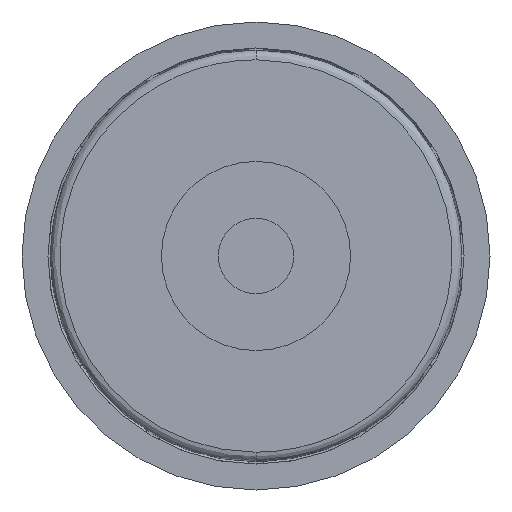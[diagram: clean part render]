
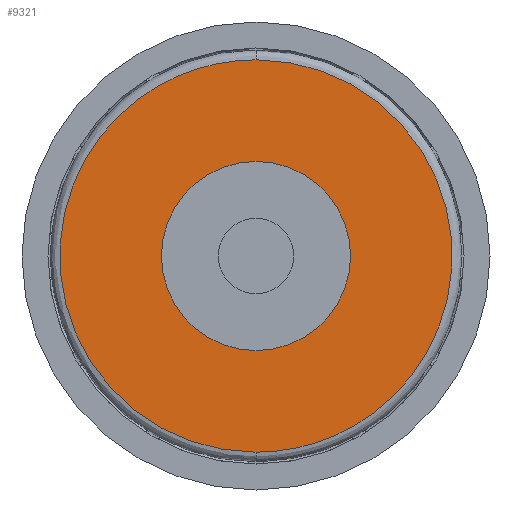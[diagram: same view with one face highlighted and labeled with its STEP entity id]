
A CAD part, front view. The second image highlights one B-rep face of the part: STEP entity #9321.
In plain terms, the highlighted planar face has unit normal (0, -1, 0).
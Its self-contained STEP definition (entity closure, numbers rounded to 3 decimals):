
#76 = AXIS2_PLACEMENT_3D ( 'NONE', #6245, #6355, #6466 ) ;
#470 = PLANE ( 'NONE',  #76 ) ;
#693 = EDGE_CURVE ( 'NONE', #2169, #11020, #7594, .T. ) ;
#737 = CARTESIAN_POINT ( 'NONE',  ( -83., -2., 41.5 ) ) ;
#790 = ORIENTED_EDGE ( 'NONE', *, *, #5364, .T. ) ;
#1332 = CARTESIAN_POINT ( 'NONE',  ( 0., -2., 41.5 ) ) ;
#2133 = VERTEX_POINT ( 'NONE', #3563 ) ;
#2169 = VERTEX_POINT ( 'NONE', #4025 ) ;
#2679 = CARTESIAN_POINT ( 'NONE',  ( 0., -2., -41.5 ) ) ;
#3047 = CARTESIAN_POINT ( 'NONE',  ( 0., -2., 41.5 ) ) ;
#3153 = AXIS2_PLACEMENT_3D ( 'NONE', #8095, #7938, #7980 ) ;
#3285 = DIRECTION ( 'NONE',  ( 0., 1., 0. ) ) ;
#3404 = EDGE_CURVE ( 'NONE', #11020, #2169, #7448, .T. ) ;
#3492 = CARTESIAN_POINT ( 'NONE',  ( 83., -2., 41.5 ) ) ;
#3524 = CARTESIAN_POINT ( 'NONE',  ( 83., -2., -41.5 ) ) ;
#3563 = CARTESIAN_POINT ( 'NONE',  ( 0., -2., 20. ) ) ;
#3735 = AXIS2_PLACEMENT_3D ( 'NONE', #8881, #3285, #9825 ) ;
#3749 = EDGE_LOOP ( 'NONE', ( #6515, #4048 ) ) ;
#3823 = CARTESIAN_POINT ( 'NONE',  ( -83., -2., -41.5 ) ) ;
#4025 = CARTESIAN_POINT ( 'NONE',  ( 0., -2., -41.5 ) ) ;
#4048 = ORIENTED_EDGE ( 'NONE', *, *, #693, .F. ) ;
#4171 = ORIENTED_EDGE ( 'NONE', *, *, #11534, .T. ) ;
#5362 = EDGE_LOOP ( 'NONE', ( #790, #4171 ) ) ;
#5364 = EDGE_CURVE ( 'NONE', #10135, #2133, #6217, .T. ) ;
#6207 = CARTESIAN_POINT ( 'NONE',  ( 0., -2., -20. ) ) ;
#6217 = CIRCLE ( 'NONE', #3153, 20. ) ;
#6245 = CARTESIAN_POINT ( 'NONE',  ( 20., -2., 0. ) ) ;
#6292 = CARTESIAN_POINT ( 'NONE',  ( 0., -2., -41.5 ) ) ;
#6355 = DIRECTION ( 'NONE',  ( 0., -1., 0. ) ) ;
#6466 = DIRECTION ( 'NONE',  ( 0., 0., -1. ) ) ;
#6515 = ORIENTED_EDGE ( 'NONE', *, *, #3404, .F. ) ;
#6793 = FACE_OUTER_BOUND ( 'NONE', #3749, .T. ) ;
#7448 =( BOUNDED_CURVE ( )  B_SPLINE_CURVE ( 3, ( #3047, #3492, #3524, #2679 ),
 .UNSPECIFIED., .F., .F. ) 
 B_SPLINE_CURVE_WITH_KNOTS ( ( 4, 4 ),
 ( 0., 1. ),
 .UNSPECIFIED. ) 
 CURVE ( )  GEOMETRIC_REPRESENTATION_ITEM ( )  RATIONAL_B_SPLINE_CURVE ( ( 1., 0.333, 0.333, 1. ) ) 
 REPRESENTATION_ITEM ( '' )  );
#7594 =( BOUNDED_CURVE ( )  B_SPLINE_CURVE ( 3, ( #6292, #3823, #737, #1332 ),
 .UNSPECIFIED., .F., .T. ) 
 B_SPLINE_CURVE_WITH_KNOTS ( ( 4, 4 ),
 ( 0., 1. ),
 .UNSPECIFIED. ) 
 CURVE ( )  GEOMETRIC_REPRESENTATION_ITEM ( )  RATIONAL_B_SPLINE_CURVE ( ( 1., 0.333, 0.333, 1. ) ) 
 REPRESENTATION_ITEM ( '' )  );
#7938 = DIRECTION ( 'NONE',  ( 0., 1., 0. ) ) ;
#7980 = DIRECTION ( 'NONE',  ( 0., 0., -1. ) ) ;
#8095 = CARTESIAN_POINT ( 'NONE',  ( 0., -2., 0. ) ) ;
#8788 = CIRCLE ( 'NONE', #3735, 20. ) ;
#8881 = CARTESIAN_POINT ( 'NONE',  ( 0., -2., 0. ) ) ;
#9321 = ADVANCED_FACE ( 'NONE', ( #11750, #6793 ), #470, .T. ) ;
#9825 = DIRECTION ( 'NONE',  ( 0., 0., -1. ) ) ;
#9941 = CARTESIAN_POINT ( 'NONE',  ( 0., -2., 41.5 ) ) ;
#10135 = VERTEX_POINT ( 'NONE', #6207 ) ;
#11020 = VERTEX_POINT ( 'NONE', #9941 ) ;
#11534 = EDGE_CURVE ( 'NONE', #2133, #10135, #8788, .T. ) ;
#11750 = FACE_BOUND ( 'NONE', #5362, .T. ) ;
